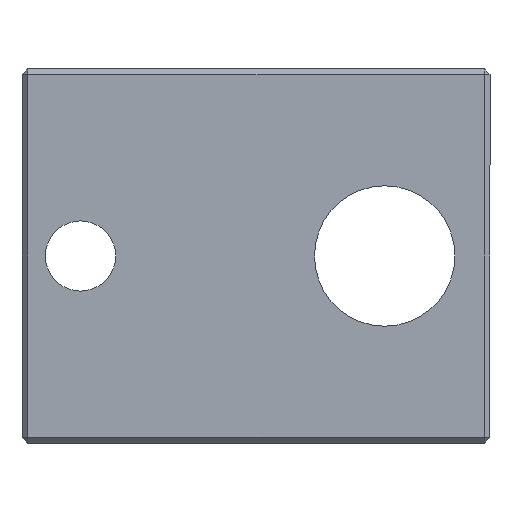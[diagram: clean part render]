
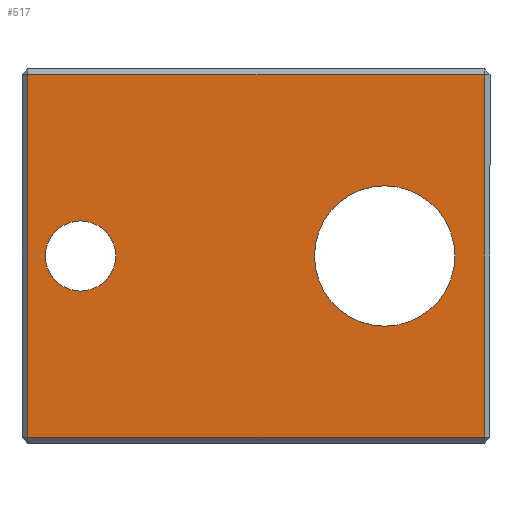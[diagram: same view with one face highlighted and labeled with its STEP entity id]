
A CAD part, front view. The second image highlights one B-rep face of the part: STEP entity #517.
In plain terms, the highlighted planar face has unit normal (0, -1, 0).
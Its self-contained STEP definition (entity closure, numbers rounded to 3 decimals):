
#4 = CARTESIAN_POINT ( 'NONE',  ( -7.5, 0., -1.5 ) ) ;
#11 = VERTEX_POINT ( 'NONE', #114 ) ;
#14 = CARTESIAN_POINT ( 'NONE',  ( -7.5, 0., 0. ) ) ;
#26 = CARTESIAN_POINT ( 'NONE',  ( -7.5, 0., 0. ) ) ;
#57 = VERTEX_POINT ( 'NONE', #956 ) ;
#74 = EDGE_CURVE ( 'NONE', #992, #11, #964, .T. ) ;
#85 = CARTESIAN_POINT ( 'NONE',  ( -9.75, 0., 7.75 ) ) ;
#94 = CARTESIAN_POINT ( 'NONE',  ( -9.75, 0., 0. ) ) ;
#113 = DIRECTION ( 'NONE',  ( 0., 0., -1. ) ) ;
#114 = CARTESIAN_POINT ( 'NONE',  ( -9.75, 0., -7.75 ) ) ;
#116 = CARTESIAN_POINT ( 'NONE',  ( 0., 0., -7.75 ) ) ;
#133 = VERTEX_POINT ( 'NONE', #4 ) ;
#148 = DIRECTION ( 'NONE',  ( 0., -1., 0. ) ) ;
#159 = VECTOR ( 'NONE', #1138, 1000. ) ;
#182 = FACE_BOUND ( 'NONE', #746, .T. ) ;
#221 = EDGE_CURVE ( 'NONE', #285, #133, #876, .T. ) ;
#240 = CARTESIAN_POINT ( 'NONE',  ( 5.5, 0., 0. ) ) ;
#255 = EDGE_LOOP ( 'NONE', ( #626, #733, #554, #1247 ) ) ;
#274 = EDGE_CURVE ( 'NONE', #57, #1074, #750, .T. ) ;
#285 = VERTEX_POINT ( 'NONE', #921 ) ;
#316 = FACE_OUTER_BOUND ( 'NONE', #255, .T. ) ;
#325 = VECTOR ( 'NONE', #402, 1000. ) ;
#332 = EDGE_CURVE ( 'NONE', #864, #682, #941, .T. ) ;
#348 = DIRECTION ( 'NONE',  ( 0., 0., 1. ) ) ;
#362 = CARTESIAN_POINT ( 'NONE',  ( 9.75, 0., 0. ) ) ;
#387 = VECTOR ( 'NONE', #348, 1000. ) ;
#402 = DIRECTION ( 'NONE',  ( 0., 0., -1. ) ) ;
#410 = DIRECTION ( 'NONE',  ( 0., 1., 0. ) ) ;
#480 = LINE ( 'NONE', #652, #159 ) ;
#484 = CARTESIAN_POINT ( 'NONE',  ( 5.5, 0., 0. ) ) ;
#493 = CIRCLE ( 'NONE', #1038, 1.5 ) ;
#495 = VECTOR ( 'NONE', #695, 1000. ) ;
#502 = DIRECTION ( 'NONE',  ( 0., 1., 0. ) ) ;
#517 = ADVANCED_FACE ( 'NONE', ( #316, #182, #1260 ), #667, .T. ) ;
#538 = DIRECTION ( 'NONE',  ( 0., 0., -1. ) ) ;
#554 = ORIENTED_EDGE ( 'NONE', *, *, #868, .T. ) ;
#568 = EDGE_CURVE ( 'NONE', #133, #285, #493, .T. ) ;
#593 = LINE ( 'NONE', #116, #495 ) ;
#618 = EDGE_CURVE ( 'NONE', #1074, #57, #752, .T. ) ;
#621 = AXIS2_PLACEMENT_3D ( 'NONE', #1089, #983, #113 ) ;
#626 = ORIENTED_EDGE ( 'NONE', *, *, #792, .T. ) ;
#639 = ORIENTED_EDGE ( 'NONE', *, *, #568, .T. ) ;
#652 = CARTESIAN_POINT ( 'NONE',  ( 0., 0., 7.75 ) ) ;
#660 = CARTESIAN_POINT ( 'NONE',  ( 5.5, 0., -3. ) ) ;
#664 = AXIS2_PLACEMENT_3D ( 'NONE', #484, #872, #991 ) ;
#667 = PLANE ( 'NONE',  #621 ) ;
#682 = VERTEX_POINT ( 'NONE', #808 ) ;
#695 = DIRECTION ( 'NONE',  ( 1., 0., 0. ) ) ;
#697 = DIRECTION ( 'NONE',  ( 0., 0., 1. ) ) ;
#733 = ORIENTED_EDGE ( 'NONE', *, *, #74, .T. ) ;
#746 = EDGE_LOOP ( 'NONE', ( #1025, #639 ) ) ;
#750 = CIRCLE ( 'NONE', #998, 3. ) ;
#752 = CIRCLE ( 'NONE', #664, 3. ) ;
#792 = EDGE_CURVE ( 'NONE', #682, #992, #480, .T. ) ;
#808 = CARTESIAN_POINT ( 'NONE',  ( 9.75, 0., 7.75 ) ) ;
#858 = ORIENTED_EDGE ( 'NONE', *, *, #274, .F. ) ;
#864 = VERTEX_POINT ( 'NONE', #1165 ) ;
#868 = EDGE_CURVE ( 'NONE', #11, #864, #593, .T. ) ;
#872 = DIRECTION ( 'NONE',  ( 0., -1., 0. ) ) ;
#876 = CIRCLE ( 'NONE', #930, 1.5 ) ;
#921 = CARTESIAN_POINT ( 'NONE',  ( -7.5, 0., 1.5 ) ) ;
#930 = AXIS2_PLACEMENT_3D ( 'NONE', #26, #410, #697 ) ;
#941 = LINE ( 'NONE', #362, #387 ) ;
#956 = CARTESIAN_POINT ( 'NONE',  ( 5.5, 0., 3. ) ) ;
#964 = LINE ( 'NONE', #94, #325 ) ;
#983 = DIRECTION ( 'NONE',  ( 0., -1., 0. ) ) ;
#991 = DIRECTION ( 'NONE',  ( 0., 0., -1. ) ) ;
#992 = VERTEX_POINT ( 'NONE', #85 ) ;
#998 = AXIS2_PLACEMENT_3D ( 'NONE', #240, #148, #538 ) ;
#1025 = ORIENTED_EDGE ( 'NONE', *, *, #221, .T. ) ;
#1038 = AXIS2_PLACEMENT_3D ( 'NONE', #14, #502, #1188 ) ;
#1051 = ORIENTED_EDGE ( 'NONE', *, *, #618, .F. ) ;
#1074 = VERTEX_POINT ( 'NONE', #660 ) ;
#1089 = CARTESIAN_POINT ( 'NONE',  ( 0., 0., 0. ) ) ;
#1138 = DIRECTION ( 'NONE',  ( -1., 0., 0. ) ) ;
#1139 = EDGE_LOOP ( 'NONE', ( #1051, #858 ) ) ;
#1165 = CARTESIAN_POINT ( 'NONE',  ( 9.75, 0., -7.75 ) ) ;
#1188 = DIRECTION ( 'NONE',  ( 0., 0., 1. ) ) ;
#1247 = ORIENTED_EDGE ( 'NONE', *, *, #332, .T. ) ;
#1260 = FACE_BOUND ( 'NONE', #1139, .T. ) ;
